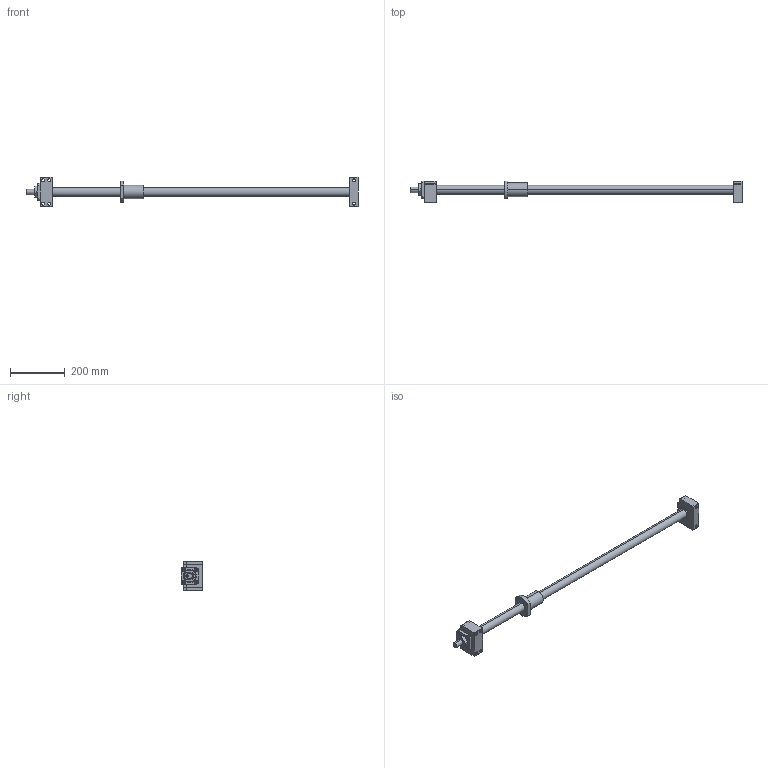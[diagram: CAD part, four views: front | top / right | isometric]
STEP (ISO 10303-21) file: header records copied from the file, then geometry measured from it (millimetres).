
FILE_DESCRIPTION (( 'STEP AP214' ), '1' );
FILE_NAME ('F2RFU3210-1200-BK25BF25.STEP', '2025-11-13T18:14:01', ( '' ), ( '' ), 'SwSTEP 2.0', 'SolidWorks 2023', '' );
FILE_SCHEMA (( 'AUTOMOTIVE_DESIGN' ));
Length unit declared in the file: millimetre
Products named in the file (11): BF 25 Part1.stp; BK 25.stp; BF 25 Part2.stp; BF25.stp; BF25; BK 25collar.stp; F2RFU3210-1200-BK25BF25; BK25Yes; F2RFU32X10NUT; BK25Yes.stp; FS3210BKBF-1200
Assembly tree (10 placements, depth 4):
  F2RFU3210-1200-BK25BF25
    FS3210BKBF-1200
    BF25
      BF25.stp
        BF 25 Part1.stp
        BF 25 Part2.stp
    BK25Yes
      BK25Yes.stp
        BK 25.stp
        BK 25collar.stp
    F2RFU32X10NUT
Bounding box: 1210 x 80 x 106 mm (x, y, z)
Volume: 1558781.7 mm3; surface area: 259080.6 mm2
Topology: 6 solids, 7 shells, 287 faces, 703 edges, 463 vertices
Faces by surface type: plane 133, cylinder 120, cone 24, torus 10
Entity records: 9076 total; most frequent: CARTESIAN_POINT 1726, DIRECTION 1554, ORIENTED_EDGE 1406, EDGE_CURVE 703, AXIS2_PLACEMENT_3D 599, VERTEX_POINT 463, EDGE_LOOP 356, VECTOR 356
